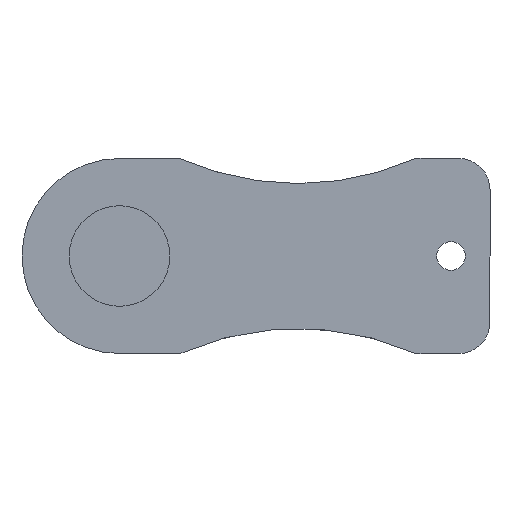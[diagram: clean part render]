
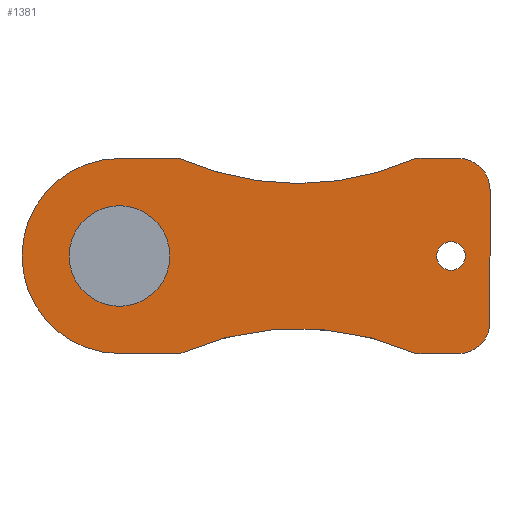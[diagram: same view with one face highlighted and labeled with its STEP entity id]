
A CAD part, front view. The second image highlights one B-rep face of the part: STEP entity #1381.
In plain terms, the highlighted planar face has unit normal (0, -1, 0).
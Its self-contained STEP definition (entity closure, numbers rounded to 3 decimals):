
#10 = AXIS2_PLACEMENT_3D ( 'NONE', #584, #1220, #1684 ) ;
#18 = AXIS2_PLACEMENT_3D ( 'NONE', #80, #238, #2041 ) ;
#30 = CIRCLE ( 'NONE', #195, 6.45 ) ;
#40 = CARTESIAN_POINT ( 'NONE',  ( 26., 0., 12.5 ) ) ;
#51 = VERTEX_POINT ( 'NONE', #1729 ) ;
#80 = CARTESIAN_POINT ( 'NONE',  ( 25., 0., 0. ) ) ;
#90 = AXIS2_PLACEMENT_3D ( 'NONE', #1659, #994, #1157 ) ;
#105 = ORIENTED_EDGE ( 'NONE', *, *, #761, .F. ) ;
#130 = CIRCLE ( 'NONE', #90, 37.25 ) ;
#133 = VERTEX_POINT ( 'NONE', #485 ) ;
#195 = AXIS2_PLACEMENT_3D ( 'NONE', #493, #1315, #1612 ) ;
#224 = CARTESIAN_POINT ( 'NONE',  ( -9.75, 0., -12.5 ) ) ;
#231 = AXIS2_PLACEMENT_3D ( 'NONE', #1927, #1573, #1602 ) ;
#238 = DIRECTION ( 'NONE',  ( 0., 1., 0. ) ) ;
#241 = EDGE_CURVE ( 'NONE', #1581, #1742, #1750, .T. ) ;
#247 = DIRECTION ( 'NONE',  ( 1., 0., 0. ) ) ;
#281 = CIRCLE ( 'NONE', #10, 37.25 ) ;
#282 = CARTESIAN_POINT ( 'NONE',  ( -17.5, 0., -12.5 ) ) ;
#321 = CIRCLE ( 'NONE', #231, 37.25 ) ;
#329 = DIRECTION ( 'NONE',  ( 0., 0., 1. ) ) ;
#343 = DIRECTION ( 'NONE',  ( 0., -1., 0. ) ) ;
#345 = ORIENTED_EDGE ( 'NONE', *, *, #1683, .T. ) ;
#355 = ORIENTED_EDGE ( 'NONE', *, *, #1765, .F. ) ;
#384 = EDGE_CURVE ( 'NONE', #413, #1877, #1370, .T. ) ;
#398 = AXIS2_PLACEMENT_3D ( 'NONE', #987, #343, #1613 ) ;
#413 = VERTEX_POINT ( 'NONE', #605 ) ;
#418 = EDGE_CURVE ( 'NONE', #1429, #1993, #1961, .T. ) ;
#432 = DIRECTION ( 'NONE',  ( 0., -1., 0. ) ) ;
#438 = CARTESIAN_POINT ( 'NONE',  ( 25., 0., 0. ) ) ;
#442 = ORIENTED_EDGE ( 'NONE', *, *, #418, .T. ) ;
#448 = CARTESIAN_POINT ( 'NONE',  ( 26., 0., 8.5 ) ) ;
#450 = EDGE_CURVE ( 'NONE', #882, #678, #950, .T. ) ;
#485 = CARTESIAN_POINT ( 'NONE',  ( 30., 0., -8.5 ) ) ;
#493 = CARTESIAN_POINT ( 'NONE',  ( -17.5, 0., 0. ) ) ;
#497 = ORIENTED_EDGE ( 'NONE', *, *, #1580, .T. ) ;
#504 = CARTESIAN_POINT ( 'NONE',  ( 30., 0., 8.5 ) ) ;
#514 = PLANE ( 'NONE',  #688 ) ;
#584 = CARTESIAN_POINT ( 'NONE',  ( 5.375, 0., 46.541 ) ) ;
#605 = CARTESIAN_POINT ( 'NONE',  ( 26., 0., -12.5 ) ) ;
#609 = DIRECTION ( 'NONE',  ( 0., 0., 1. ) ) ;
#660 = EDGE_CURVE ( 'NONE', #1956, #51, #30, .T. ) ;
#665 = CARTESIAN_POINT ( 'NONE',  ( 20.5, 0., -12.5 ) ) ;
#671 = EDGE_LOOP ( 'NONE', ( #1745, #1969 ) ) ;
#678 = VERTEX_POINT ( 'NONE', #1619 ) ;
#679 = VERTEX_POINT ( 'NONE', #1467 ) ;
#688 = AXIS2_PLACEMENT_3D ( 'NONE', #1137, #1148, #329 ) ;
#696 = ORIENTED_EDGE ( 'NONE', *, *, #2044, .F. ) ;
#707 = CARTESIAN_POINT ( 'NONE',  ( -17.5, 0., -6.45 ) ) ;
#711 = CARTESIAN_POINT ( 'NONE',  ( -30., 0., -12.5 ) ) ;
#732 = CARTESIAN_POINT ( 'NONE',  ( -30., 0., 12.5 ) ) ;
#761 = EDGE_CURVE ( 'NONE', #1429, #133, #1634, .T. ) ;
#775 = VERTEX_POINT ( 'NONE', #1185 ) ;
#854 = VECTOR ( 'NONE', #1042, 1000. ) ;
#858 = ORIENTED_EDGE ( 'NONE', *, *, #660, .F. ) ;
#882 = VERTEX_POINT ( 'NONE', #1407 ) ;
#894 = CIRCLE ( 'NONE', #1088, 4. ) ;
#902 = VECTOR ( 'NONE', #1860, 1000. ) ;
#903 = DIRECTION ( 'NONE',  ( 0., 0., 1. ) ) ;
#943 = VECTOR ( 'NONE', #247, 1000. ) ;
#950 = LINE ( 'NONE', #1709, #902 ) ;
#951 = ORIENTED_EDGE ( 'NONE', *, *, #384, .F. ) ;
#987 = CARTESIAN_POINT ( 'NONE',  ( -17.5, 0., 0. ) ) ;
#994 = DIRECTION ( 'NONE',  ( 0., -1., 0. ) ) ;
#1008 = AXIS2_PLACEMENT_3D ( 'NONE', #2028, #1383, #609 ) ;
#1040 = DIRECTION ( 'NONE',  ( 0., 0., 1. ) ) ;
#1042 = DIRECTION ( 'NONE',  ( -1., 0., 0. ) ) ;
#1088 = AXIS2_PLACEMENT_3D ( 'NONE', #1354, #1526, #1040 ) ;
#1104 = CIRCLE ( 'NONE', #18, 1.825 ) ;
#1116 = EDGE_CURVE ( 'NONE', #775, #1717, #1104, .T. ) ;
#1137 = CARTESIAN_POINT ( 'NONE',  ( 0., 0., 0. ) ) ;
#1148 = DIRECTION ( 'NONE',  ( 0., 1., 0. ) ) ;
#1157 = DIRECTION ( 'NONE',  ( 0., 0., -1. ) ) ;
#1162 = ORIENTED_EDGE ( 'NONE', *, *, #1443, .F. ) ;
#1167 = ORIENTED_EDGE ( 'NONE', *, *, #1387, .F. ) ;
#1185 = CARTESIAN_POINT ( 'NONE',  ( 25., 0., -1.825 ) ) ;
#1208 = FACE_OUTER_BOUND ( 'NONE', #2057, .T. ) ;
#1220 = DIRECTION ( 'NONE',  ( 0., -1., 0. ) ) ;
#1242 = CARTESIAN_POINT ( 'NONE',  ( 25., 0., 1.825 ) ) ;
#1245 = EDGE_CURVE ( 'NONE', #1717, #775, #1837, .T. ) ;
#1312 = FACE_BOUND ( 'NONE', #671, .T. ) ;
#1315 = DIRECTION ( 'NONE',  ( 0., -1., 0. ) ) ;
#1340 = DIRECTION ( 'NONE',  ( -1., 0., 0. ) ) ;
#1354 = CARTESIAN_POINT ( 'NONE',  ( 26., 0., -8.5 ) ) ;
#1364 = CIRCLE ( 'NONE', #398, 6.45 ) ;
#1370 = LINE ( 'NONE', #711, #854 ) ;
#1379 = FACE_BOUND ( 'NONE', #1432, .T. ) ;
#1381 = ADVANCED_FACE ( 'NONE', ( #1312, #1379, #1208 ), #514, .F. ) ;
#1383 = DIRECTION ( 'NONE',  ( 0., -1., 0. ) ) ;
#1387 = EDGE_CURVE ( 'NONE', #51, #1956, #1364, .T. ) ;
#1403 = ORIENTED_EDGE ( 'NONE', *, *, #1558, .F. ) ;
#1407 = CARTESIAN_POINT ( 'NONE',  ( -17.5, 0., 12.5 ) ) ;
#1429 = VERTEX_POINT ( 'NONE', #504 ) ;
#1432 = EDGE_LOOP ( 'NONE', ( #858, #1167 ) ) ;
#1443 = EDGE_CURVE ( 'NONE', #678, #2092, #130, .T. ) ;
#1449 = VECTOR ( 'NONE', #1340, 1000. ) ;
#1467 = CARTESIAN_POINT ( 'NONE',  ( 20.5, 0., 12.5 ) ) ;
#1496 = CARTESIAN_POINT ( 'NONE',  ( 30., 0., -12.5 ) ) ;
#1526 = DIRECTION ( 'NONE',  ( 0., -1., 0. ) ) ;
#1557 = DIRECTION ( 'NONE',  ( 0., 1., 0. ) ) ;
#1558 = EDGE_CURVE ( 'NONE', #679, #1993, #2027, .T. ) ;
#1573 = DIRECTION ( 'NONE',  ( 0., -1., 0. ) ) ;
#1580 = EDGE_CURVE ( 'NONE', #413, #133, #894, .T. ) ;
#1581 = VERTEX_POINT ( 'NONE', #224 ) ;
#1602 = DIRECTION ( 'NONE',  ( 0., 0., 1. ) ) ;
#1612 = DIRECTION ( 'NONE',  ( 0., 0., -1. ) ) ;
#1613 = DIRECTION ( 'NONE',  ( 0., 0., -1. ) ) ;
#1619 = CARTESIAN_POINT ( 'NONE',  ( -9.75, 0., 12.5 ) ) ;
#1623 = ORIENTED_EDGE ( 'NONE', *, *, #241, .F. ) ;
#1634 = LINE ( 'NONE', #1496, #1914 ) ;
#1647 = CIRCLE ( 'NONE', #1008, 12.5 ) ;
#1659 = CARTESIAN_POINT ( 'NONE',  ( 5.375, 0., 46.541 ) ) ;
#1668 = DIRECTION ( 'NONE',  ( 0., 0., -1. ) ) ;
#1683 = EDGE_CURVE ( 'NONE', #882, #1742, #1647, .T. ) ;
#1684 = DIRECTION ( 'NONE',  ( 0., 0., -1. ) ) ;
#1709 = CARTESIAN_POINT ( 'NONE',  ( -30., 0., 12.5 ) ) ;
#1717 = VERTEX_POINT ( 'NONE', #1242 ) ;
#1729 = CARTESIAN_POINT ( 'NONE',  ( -17.5, 0., 6.45 ) ) ;
#1742 = VERTEX_POINT ( 'NONE', #282 ) ;
#1745 = ORIENTED_EDGE ( 'NONE', *, *, #1245, .T. ) ;
#1750 = LINE ( 'NONE', #1992, #1449 ) ;
#1765 = EDGE_CURVE ( 'NONE', #1877, #1581, #321, .T. ) ;
#1800 = AXIS2_PLACEMENT_3D ( 'NONE', #438, #1557, #1922 ) ;
#1837 = CIRCLE ( 'NONE', #1800, 1.825 ) ;
#1860 = DIRECTION ( 'NONE',  ( 1., 0., 0. ) ) ;
#1877 = VERTEX_POINT ( 'NONE', #665 ) ;
#1896 = CARTESIAN_POINT ( 'NONE',  ( 5.375, 0., 9.291 ) ) ;
#1901 = ORIENTED_EDGE ( 'NONE', *, *, #450, .F. ) ;
#1914 = VECTOR ( 'NONE', #1668, 1000. ) ;
#1922 = DIRECTION ( 'NONE',  ( 0., 0., 1. ) ) ;
#1927 = CARTESIAN_POINT ( 'NONE',  ( 5.375, 0., -46.541 ) ) ;
#1956 = VERTEX_POINT ( 'NONE', #707 ) ;
#1961 = CIRCLE ( 'NONE', #1972, 4. ) ;
#1969 = ORIENTED_EDGE ( 'NONE', *, *, #1116, .T. ) ;
#1972 = AXIS2_PLACEMENT_3D ( 'NONE', #448, #432, #903 ) ;
#1992 = CARTESIAN_POINT ( 'NONE',  ( -30., 0., -12.5 ) ) ;
#1993 = VERTEX_POINT ( 'NONE', #40 ) ;
#2027 = LINE ( 'NONE', #732, #943 ) ;
#2028 = CARTESIAN_POINT ( 'NONE',  ( -17.5, 0., 0. ) ) ;
#2041 = DIRECTION ( 'NONE',  ( 0., 0., 1. ) ) ;
#2044 = EDGE_CURVE ( 'NONE', #2092, #679, #281, .T. ) ;
#2057 = EDGE_LOOP ( 'NONE', ( #1403, #696, #1162, #1901, #345, #1623, #355, #951, #497, #105, #442 ) ) ;
#2092 = VERTEX_POINT ( 'NONE', #1896 ) ;
